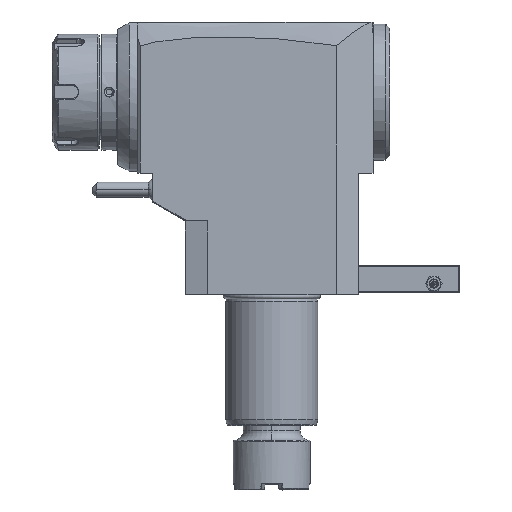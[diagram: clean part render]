
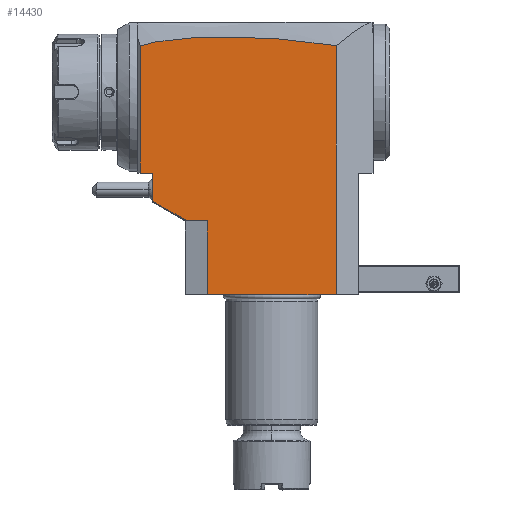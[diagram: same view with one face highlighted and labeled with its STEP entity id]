
A CAD part, top view. The second image highlights one B-rep face of the part: STEP entity #14430.
In plain terms, the highlighted planar face has unit normal (0, 0, 1).
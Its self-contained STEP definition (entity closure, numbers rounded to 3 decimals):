
#2996=DIRECTION('',(-1.,0.,0.));
#2997=VECTOR('',#2996,70.);
#2998=CARTESIAN_POINT('',(35.,0.,44.));
#2999=LINE('',#2998,#2997);
#3137=DIRECTION('',(1.,0.,0.));
#3138=VECTOR('',#3137,7.);
#3139=CARTESIAN_POINT('',(-71.5,66.,44.));
#3140=LINE('',#3139,#3138);
#3353=DIRECTION('',(0.,-1.,0.));
#3354=VECTOR('',#3353,135.17);
#3355=CARTESIAN_POINT('',(35.,135.17,44.));
#3356=LINE('',#3355,#3354);
#3357=DIRECTION('',(0.866,-0.5,0.));
#3358=VECTOR('',#3357,21.362);
#3359=CARTESIAN_POINT('',(-64.5,50.681,44.));
#3360=LINE('',#3359,#3358);
#3361=DIRECTION('',(0.,-1.,0.));
#3362=VECTOR('',#3361,15.319);
#3363=CARTESIAN_POINT('',(-64.5,66.,44.));
#3364=LINE('',#3363,#3362);
#3365=DIRECTION('',(0.,-1.,0.));
#3366=VECTOR('',#3365,69.054);
#3367=CARTESIAN_POINT('',(-71.5,135.054,44.));
#3368=LINE('',#3367,#3366);
#3369=CARTESIAN_POINT('',(35.,135.17,44.));
#3370=CARTESIAN_POINT('',(33.869,135.389,44.));
#3371=CARTESIAN_POINT('',(31.566,135.81,44.));
#3372=CARTESIAN_POINT('',(27.983,136.395,44.));
#3373=CARTESIAN_POINT('',(24.282,136.935,44.));
#3374=CARTESIAN_POINT('',(20.468,137.432,44.));
#3375=CARTESIAN_POINT('',(16.549,137.887,44.));
#3376=CARTESIAN_POINT('',(12.422,138.31,44.));
#3377=CARTESIAN_POINT('',(7.992,138.707,44.));
#3378=CARTESIAN_POINT('',(3.132,139.077,44.));
#3379=CARTESIAN_POINT('',(-2.022,139.398,44.));
#3380=CARTESIAN_POINT('',(-7.244,139.651,44.));
#3381=CARTESIAN_POINT('',(-12.426,139.834,44.));
#3382=CARTESIAN_POINT('',(-17.593,139.947,44.));
#3383=CARTESIAN_POINT('',(-22.72,139.991,44.));
#3384=CARTESIAN_POINT('',(-27.731,139.966,44.));
#3385=CARTESIAN_POINT('',(-32.584,139.874,44.));
#3386=CARTESIAN_POINT('',(-37.279,139.717,44.));
#3387=CARTESIAN_POINT('',(-41.697,139.501,44.));
#3388=CARTESIAN_POINT('',(-45.664,139.246,44.));
#3389=CARTESIAN_POINT('',(-49.177,138.965,44.));
#3390=CARTESIAN_POINT('',(-52.243,138.672,44.));
#3391=CARTESIAN_POINT('',(-54.933,138.375,44.));
#3392=CARTESIAN_POINT('',(-57.329,138.072,44.));
#3393=CARTESIAN_POINT('',(-59.462,137.769,44.));
#3394=CARTESIAN_POINT('',(-61.342,137.471,44.));
#3395=CARTESIAN_POINT('',(-62.985,137.183,44.));
#3396=CARTESIAN_POINT('',(-64.443,136.904,44.));
#3397=CARTESIAN_POINT('',(-65.771,136.626,44.));
#3398=CARTESIAN_POINT('',(-67.027,136.341,44.));
#3399=CARTESIAN_POINT('',(-68.257,136.035,44.));
#3400=CARTESIAN_POINT('',(-69.43,135.715,44.));
#3401=CARTESIAN_POINT('',(-70.527,135.384,44.));
#3402=CARTESIAN_POINT('',(-71.186,135.164,44.));
#3403=CARTESIAN_POINT('',(-71.5,135.054,44.));
#3405=DIRECTION('',(0.,-1.,0.));
#3406=VECTOR('',#3405,40.);
#3407=CARTESIAN_POINT('',(-35.,40.,44.));
#3408=LINE('',#3407,#3406);
#3437=DIRECTION('',(1.,0.,0.));
#3438=VECTOR('',#3437,11.);
#3439=CARTESIAN_POINT('',(-46.,40.,44.));
#3440=LINE('',#3439,#3438);
#11159=CARTESIAN_POINT('',(-71.5,66.,44.));
#11160=VERTEX_POINT('',#11159);
#11165=CARTESIAN_POINT('',(-64.5,66.,44.));
#11166=CARTESIAN_POINT('',(-64.5,50.681,44.));
#11167=VERTEX_POINT('',#11165);
#11168=VERTEX_POINT('',#11166);
#11177=VERTEX_POINT('',#3369);
#11178=VERTEX_POINT('',#3403);
#11204=CARTESIAN_POINT('',(-46.,40.,44.));
#11206=VERTEX_POINT('',#11204);
#11223=CARTESIAN_POINT('',(-35.,40.,44.));
#11224=VERTEX_POINT('',#11223);
#11589=CARTESIAN_POINT('',(35.,0.,44.));
#11590=CARTESIAN_POINT('',(-35.,0.,44.));
#11591=VERTEX_POINT('',#11589);
#11592=VERTEX_POINT('',#11590);
#14411=CARTESIAN_POINT('',(-53.475,40.,44.));
#14412=DIRECTION('',(0.,0.,1.));
#14413=DIRECTION('',(1.,0.,0.));
#14414=AXIS2_PLACEMENT_3D('',#14411,#14412,#14413);
#14415=PLANE('',#14414);
#14416=ORIENTED_EDGE('',*,*,#14404,.T.);
#14417=ORIENTED_EDGE('',*,*,#14114,.T.);
#14419=ORIENTED_EDGE('',*,*,#14418,.F.);
#14421=ORIENTED_EDGE('',*,*,#14420,.F.);
#14423=ORIENTED_EDGE('',*,*,#14422,.F.);
#14424=ORIENTED_EDGE('',*,*,#14246,.F.);
#14425=ORIENTED_EDGE('',*,*,#14267,.F.);
#14426=ORIENTED_EDGE('',*,*,#14339,.F.);
#14427=ORIENTED_EDGE('',*,*,#14386,.F.);
#14428=EDGE_LOOP('',(#14416,#14417,#14419,#14421,#14423,#14424,#14425,#14426,
#14427));
#14429=FACE_OUTER_BOUND('',#14428,.F.);
#3404=B_SPLINE_CURVE_WITH_KNOTS('',3,(#3369,#3370,#3371,#3372,#3373,#3374,#3375,
#3376,#3377,#3378,#3379,#3380,#3381,#3382,#3383,#3384,#3385,#3386,#3387,#3388,
#3389,#3390,#3391,#3392,#3393,#3394,#3395,#3396,#3397,#3398,#3399,#3400,#3401,
#3402,#3403),.UNSPECIFIED.,.F.,.F.,(4,1,1,1,1,1,1,1,1,1,1,1,1,1,1,1,1,1,1,1,1,1,
1,1,1,1,1,1,1,1,1,1,4),(0.,0.031,0.063,0.094,0.125,0.156,
0.188,0.219,0.25,0.281,0.313,0.344,0.375,0.406,
0.438,0.469,0.5,0.531,0.563,0.594,0.625,0.656,
0.688,0.719,0.75,0.781,0.813,0.844,0.875,0.906,
0.938,0.969,1.),.UNSPECIFIED.);
#14114=EDGE_CURVE('',#11591,#11592,#2999,.T.);
#14246=EDGE_CURVE('',#11167,#11168,#3364,.T.);
#14267=EDGE_CURVE('',#11160,#11167,#3140,.T.);
#14339=EDGE_CURVE('',#11178,#11160,#3368,.T.);
#14386=EDGE_CURVE('',#11177,#11178,#3404,.T.);
#14404=EDGE_CURVE('',#11177,#11591,#3356,.T.);
#14418=EDGE_CURVE('',#11224,#11592,#3408,.T.);
#14420=EDGE_CURVE('',#11206,#11224,#3440,.T.);
#14422=EDGE_CURVE('',#11168,#11206,#3360,.T.);
#14430=ADVANCED_FACE('',(#14429),#14415,.T.);
